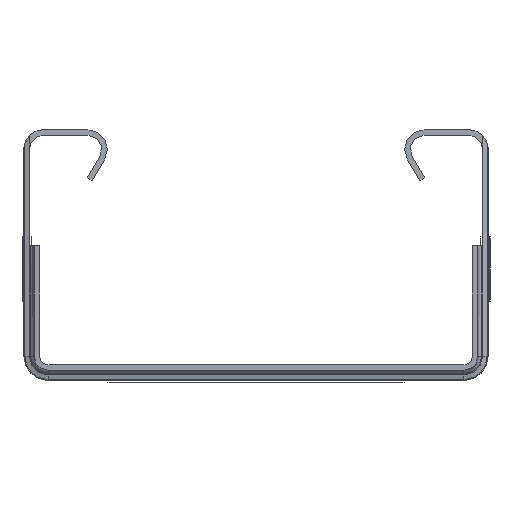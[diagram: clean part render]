
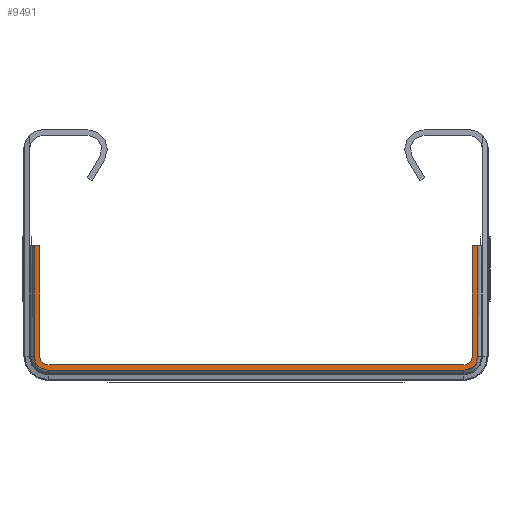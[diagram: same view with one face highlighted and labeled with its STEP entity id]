
A CAD part, left-side view. The second image highlights one B-rep face of the part: STEP entity #9491.
In plain terms, the highlighted planar face has unit normal (-1, 0, 0).
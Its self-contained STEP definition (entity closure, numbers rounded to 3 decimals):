
#443=CIRCLE('',#11119,0.9);
#444=CIRCLE('',#11122,0.9);
#472=CIRCLE('',#11188,1.5);
#473=CIRCLE('',#11191,1.5);
#1517=FACE_OUTER_BOUND('',#1980,.T.);
#1980=EDGE_LOOP('',(#8078,#8079,#8080,#8081,#8082,#8083,#8084,#8085,#8086,
#8087,#8088,#8089));
#2584=LINE('',#16942,#3404);
#2588=LINE('',#16950,#3408);
#2591=LINE('',#16958,#3411);
#2594=LINE('',#16966,#3414);
#2605=LINE('',#17032,#3425);
#2608=LINE('',#17038,#3428);
#2656=LINE('',#17163,#3476);
#2658=LINE('',#17169,#3478);
#3404=VECTOR('',#13406,1.);
#3408=VECTOR('',#13414,1.);
#3411=VECTOR('',#13423,1.);
#3414=VECTOR('',#13432,1.);
#3425=VECTOR('',#13483,1.);
#3428=VECTOR('',#13488,1.);
#3476=VECTOR('',#13626,1.);
#3478=VECTOR('',#13636,1.);
#4623=VERTEX_POINT('',#16939);
#4624=VERTEX_POINT('',#16941);
#4626=VERTEX_POINT('',#16948);
#4627=VERTEX_POINT('',#16952);
#4628=VERTEX_POINT('',#16956);
#4629=VERTEX_POINT('',#16960);
#4630=VERTEX_POINT('',#16964);
#4649=VERTEX_POINT('',#17031);
#4650=VERTEX_POINT('',#17035);
#4651=VERTEX_POINT('',#17037);
#4682=VERTEX_POINT('',#17157);
#4683=VERTEX_POINT('',#17161);
#6202=EDGE_CURVE('',#4624,#4623,#2584,.T.);
#6207=EDGE_CURVE('',#4623,#4626,#2588,.T.);
#6209=EDGE_CURVE('',#4626,#4627,#443,.T.);
#6211=EDGE_CURVE('',#4627,#4628,#2591,.T.);
#6213=EDGE_CURVE('',#4628,#4629,#444,.T.);
#6215=EDGE_CURVE('',#4629,#4630,#2594,.T.);
#6241=EDGE_CURVE('',#4649,#4624,#2605,.T.);
#6244=EDGE_CURVE('',#4651,#4650,#2608,.T.);
#6305=EDGE_CURVE('',#4650,#4682,#472,.T.);
#6307=EDGE_CURVE('',#4682,#4683,#2656,.T.);
#6308=EDGE_CURVE('',#4683,#4649,#473,.T.);
#6310=EDGE_CURVE('',#4630,#4651,#2658,.T.);
#8078=ORIENTED_EDGE('',*,*,#6244,.T.);
#8079=ORIENTED_EDGE('',*,*,#6305,.T.);
#8080=ORIENTED_EDGE('',*,*,#6307,.T.);
#8081=ORIENTED_EDGE('',*,*,#6308,.T.);
#8082=ORIENTED_EDGE('',*,*,#6241,.T.);
#8083=ORIENTED_EDGE('',*,*,#6202,.T.);
#8084=ORIENTED_EDGE('',*,*,#6207,.T.);
#8085=ORIENTED_EDGE('',*,*,#6209,.T.);
#8086=ORIENTED_EDGE('',*,*,#6211,.T.);
#8087=ORIENTED_EDGE('',*,*,#6213,.T.);
#8088=ORIENTED_EDGE('',*,*,#6215,.T.);
#8089=ORIENTED_EDGE('',*,*,#6310,.T.);
#9032=PLANE('',#11194);
#9491=ADVANCED_FACE('',(#1517),#9032,.F.);
#11119=AXIS2_PLACEMENT_3D('',#16954,#13418,#13419);
#11122=AXIS2_PLACEMENT_3D('',#16962,#13427,#13428);
#11188=AXIS2_PLACEMENT_3D('',#17159,#13621,#13622);
#11191=AXIS2_PLACEMENT_3D('',#17165,#13629,#13630);
#11194=AXIS2_PLACEMENT_3D('',#17170,#13637,#13638);
#13406=DIRECTION('',(0.,1.,0.));
#13414=DIRECTION('',(0.,0.,-1.));
#13418=DIRECTION('center_axis',(1.,0.,0.));
#13419=DIRECTION('ref_axis',(0.,-1.,0.));
#13423=DIRECTION('',(0.,1.,0.));
#13427=DIRECTION('center_axis',(1.,0.,0.));
#13428=DIRECTION('ref_axis',(0.,0.,-1.));
#13432=DIRECTION('',(0.,0.,1.));
#13483=DIRECTION('',(0.,0.,1.));
#13488=DIRECTION('',(0.,0.,-1.));
#13621=DIRECTION('center_axis',(-1.,0.,0.));
#13622=DIRECTION('ref_axis',(0.,1.,0.));
#13626=DIRECTION('',(0.,-1.,0.));
#13629=DIRECTION('center_axis',(-1.,0.,0.));
#13630=DIRECTION('ref_axis',(0.,0.,-1.));
#13636=DIRECTION('',(0.,1.,0.));
#13637=DIRECTION('center_axis',(1.,0.,0.));
#13638=DIRECTION('ref_axis',(0.,0.,-1.));
#16939=CARTESIAN_POINT('',(9.089,195.149,13.4));
#16941=CARTESIAN_POINT('',(9.089,194.549,13.4));
#16942=CARTESIAN_POINT('',(9.089,194.549,13.4));
#16948=CARTESIAN_POINT('',(9.089,195.149,1.5));
#16950=CARTESIAN_POINT('',(9.089,195.149,13.4));
#16952=CARTESIAN_POINT('',(9.089,196.049,0.6));
#16954=CARTESIAN_POINT('Origin',(9.089,196.049,1.5));
#16956=CARTESIAN_POINT('',(9.089,240.849,0.6));
#16958=CARTESIAN_POINT('',(9.089,196.049,0.6));
#16960=CARTESIAN_POINT('',(9.089,241.749,1.5));
#16962=CARTESIAN_POINT('Origin',(9.089,240.849,1.5));
#16964=CARTESIAN_POINT('',(9.089,241.749,13.4));
#16966=CARTESIAN_POINT('',(9.089,241.749,1.5));
#17031=CARTESIAN_POINT('',(9.089,194.549,1.5));
#17032=CARTESIAN_POINT('',(9.089,194.549,1.5));
#17035=CARTESIAN_POINT('',(9.089,242.349,1.5));
#17037=CARTESIAN_POINT('',(9.089,242.349,13.4));
#17038=CARTESIAN_POINT('',(9.089,242.349,13.4));
#17157=CARTESIAN_POINT('',(9.089,240.849,0.));
#17159=CARTESIAN_POINT('Origin',(9.089,240.849,1.5));
#17161=CARTESIAN_POINT('',(9.089,196.049,0.));
#17163=CARTESIAN_POINT('',(9.089,240.849,0.));
#17165=CARTESIAN_POINT('Origin',(9.089,196.049,1.5));
#17169=CARTESIAN_POINT('',(9.089,241.749,13.4));
#17170=CARTESIAN_POINT('Origin',(9.089,218.449,2.787));
